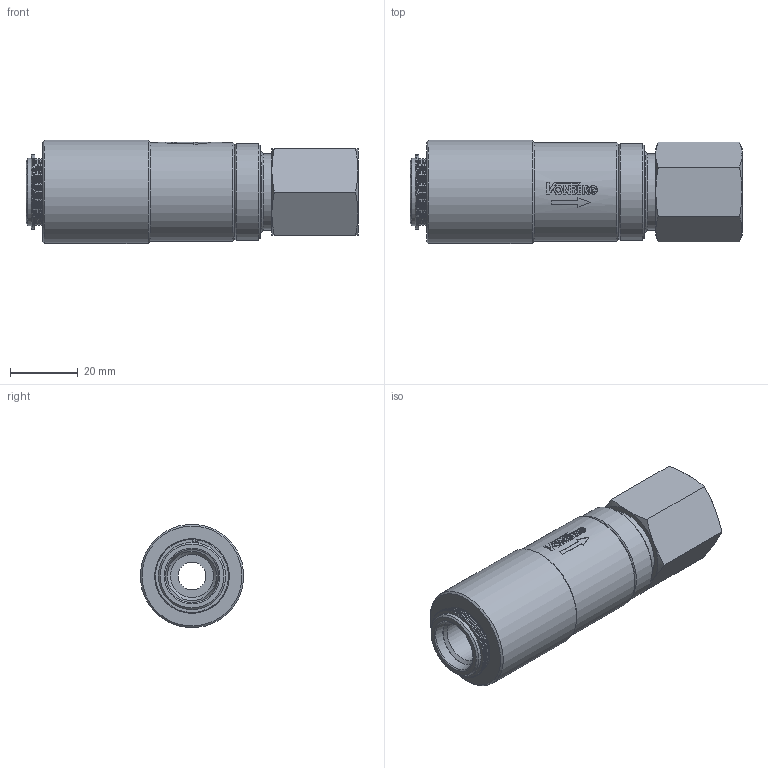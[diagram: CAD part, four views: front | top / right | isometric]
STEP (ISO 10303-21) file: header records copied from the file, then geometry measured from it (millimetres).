
FILE_DESCRIPTION((''),'2;1');
FILE_NAME('32006.stp','2015-02-05T10:32:39',('jml'),(''),'Autodesk Inventor 2010','Autodesk Inventor 2010','');
FILE_SCHEMA(('AUTOMOTIVE_DESIGN { 1 0 10303 214 1 1 1 1 }'));
Length unit declared in the file: inch
Products named in the file (9): 32006 (LevelofDetail1); 221317; 320177; 320178; 990260; 016 O-RING; 016 BACKUP; 017 O-RING; 017 BACKUP
Assembly tree (8 placements, depth 2):
  32006 (LevelofDetail1)
    221317
    320177
    320178
    990260
    016 O-RING
    016 BACKUP
    017 O-RING
    017 BACKUP
Bounding box: 97.79 x 30.37 x 30.37 mm (x, y, z)
Volume: 50917.6 mm3; surface area: 24531.6 mm2
Topology: 8 solids, 8 shells, 235 faces, 550 edges, 349 vertices
Faces by surface type: plane 95, cone 47, cylinder 47, bspline 37, torus 9
Full cylindrical faces by diameter (mm): 16.51 x1, 16.967 x1, 17.424 x1, 18.085 x1, 18.415 x1, 18.618 x1, 19.05 x2, 19.837 x7, 20.269 x2, 20.396 x1, 20.625 x1, 20.739 x1, 21.869 x2, 21.92 x1, 21.971 x1, 22.403 x1, 22.962 x1, 23.8 x1, 24.13 x1, 28.448 x1, 29.21 x1, 30.48 x1
Entity records: 11929 total; most frequent: CARTESIAN_POINT 6788, ORIENTED_EDGE 922, DIRECTION 916, EDGE_CURVE 461, AXIS2_PLACEMENT_3D 378, EDGE_LOOP 345, VERTEX_POINT 334, FACE_OUTER_BOUND 235
